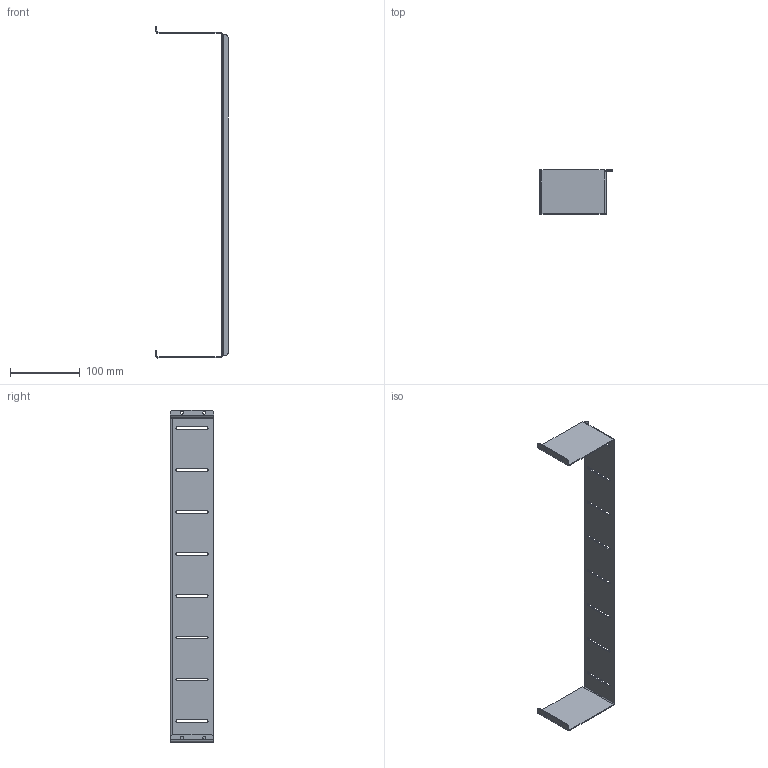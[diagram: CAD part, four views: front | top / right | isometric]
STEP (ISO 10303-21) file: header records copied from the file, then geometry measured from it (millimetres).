
FILE_DESCRIPTION(/* description */ (''),/* implementation_level */ '2;1');
FILE_NAME(/* name */ 'GPU mount.step',/* time_stamp */ '2025-08-07T17:42:49+07:00',/* author */ (''),/* organization */ (''),/* preprocessor_version */ 'ST-DEVELOPER v20.1',/* originating_system */ 'Autodesk Translation Framework v14.10.0.0',/* authorisation */ '');
FILE_SCHEMA (('AUTOMOTIVE_DESIGN { 1 0 10303 214 3 1 1 }'));
Length unit declared in the file: millimetre
Products named in the file (2): GPU Mount 1; GPU Mount 1 
Assembly tree (1 placements, depth 2):
  GPU Mount 1
    GPU Mount 1 
Bounding box: 103.5 x 63 x 476 mm (x, y, z)
Volume: 66006.6 mm3; surface area: 91467.2 mm2
Topology: 1 solids, 1 shells, 84 faces, 226 edges, 144 vertices
Faces by surface type: plane 48, cylinder 36
Full cylindrical faces by diameter (mm): 4.5 x4
Entity records: 2730 total; most frequent: DIRECTION 472, CARTESIAN_POINT 457, ORIENTED_EDGE 452, EDGE_CURVE 226, AXIS2_PLACEMENT_3D 159, LINE 154, VECTOR 154, VERTEX_POINT 144
